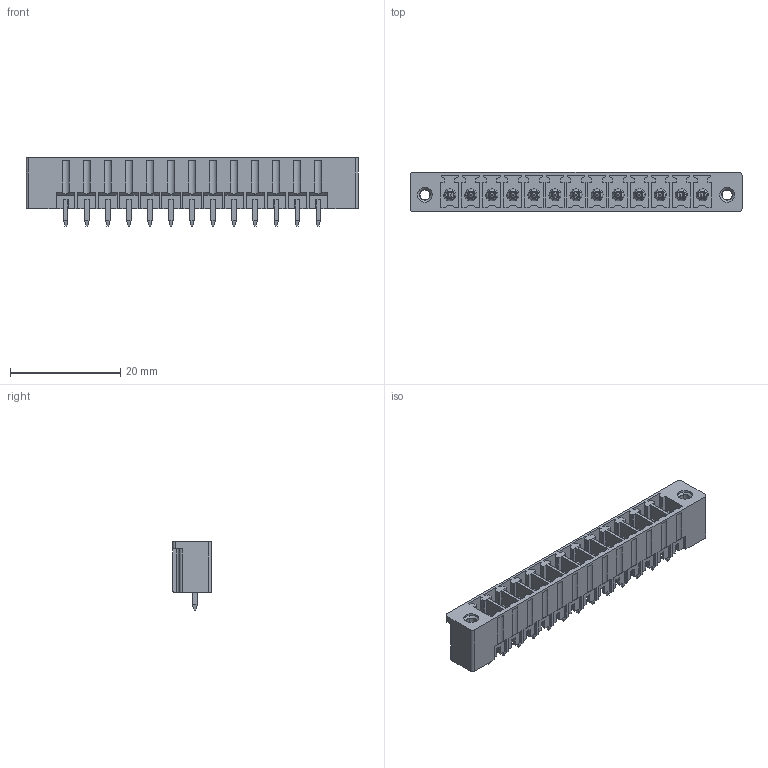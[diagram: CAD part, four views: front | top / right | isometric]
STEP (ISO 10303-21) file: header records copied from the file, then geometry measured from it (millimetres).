
FILE_DESCRIPTION(('CATIA V5 STEP Exchange','CAx-IF Rec.Pracs.--- Model Styling and Organization---1.2---2011-12-15'),'2;1');
FILE_NAME ('D1459860_0', '2018-09-29T06:17:05+00:00', ('none'), ('Weidmueller'), 'CATIA Version 5-6 Release 2014', 'CATIA V5 STEP AP214', 'none');
FILE_SCHEMA(('AUTOMOTIVE_DESIGN { 1 0 10303 214 1 1 1 1 }'));
Length unit declared in the file: millimetre
Products named in the file (1): 1943490000
Bounding box: 60.12 x 7.05 x 12.4 mm (x, y, z)
Volume: 1921 mm3; surface area: 5081.1 mm2
Topology: 14 solids, 14 shells, 992 faces, 2827 edges, 1904 vertices
Faces by surface type: plane 707, cylinder 229, cone 30, torus 26
Entity records: 30069 total; most frequent: CARTESIAN_POINT 5944, ORIENTED_EDGE 5654, DIRECTION 3860, EDGE_CURVE 2827, VECTOR 2265, LINE 2265, VERTEX_POINT 1904, EDGE_LOOP 1063
